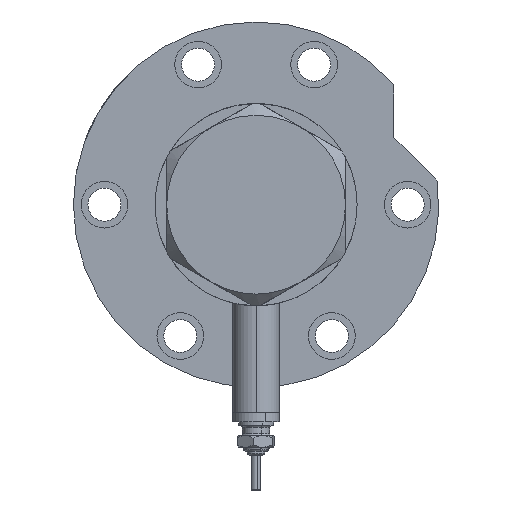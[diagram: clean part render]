
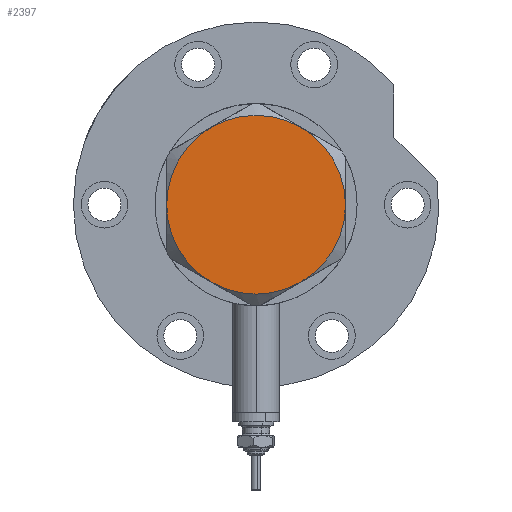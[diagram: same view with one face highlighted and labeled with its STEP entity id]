
A CAD part, left-side view. The second image highlights one B-rep face of the part: STEP entity #2397.
In plain terms, the highlighted face is planar.
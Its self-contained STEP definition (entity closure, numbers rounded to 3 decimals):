
#247 = DIRECTION ( 'NONE',  ( 0., 0., 1. ) ) ;
#294 = ORIENTED_EDGE ( 'NONE', *, *, #1648, .T. ) ;
#362 = EDGE_CURVE ( 'NONE', #5457, #1346, #3055, .T. ) ;
#669 = CARTESIAN_POINT ( 'NONE',  ( 23., 0., 9. ) ) ;
#875 = AXIS2_PLACEMENT_3D ( 'NONE', #4206, #7223, #4821 ) ;
#1034 = DIRECTION ( 'NONE',  ( 1., 0., 0. ) ) ;
#1240 = VERTEX_POINT ( 'NONE', #6989 ) ;
#1256 = CARTESIAN_POINT ( 'NONE',  ( 0., 0., 9. ) ) ;
#1346 = VERTEX_POINT ( 'NONE', #5377 ) ;
#1445 = CARTESIAN_POINT ( 'NONE',  ( 0., 0., 9. ) ) ;
#1565 = CIRCLE ( 'NONE', #2074, 23. ) ;
#1647 = CARTESIAN_POINT ( 'NONE',  ( 0., 0., 9. ) ) ;
#1648 = EDGE_CURVE ( 'NONE', #6309, #2787, #7942, .T. ) ;
#1833 = CARTESIAN_POINT ( 'NONE',  ( -11.5, -19.919, 9. ) ) ;
#1943 = DIRECTION ( 'NONE',  ( 1., 0., 0. ) ) ;
#2074 = AXIS2_PLACEMENT_3D ( 'NONE', #2128, #2770, #3214 ) ;
#2104 = ORIENTED_EDGE ( 'NONE', *, *, #4507, .T. ) ;
#2128 = CARTESIAN_POINT ( 'NONE',  ( 0., 0., 9. ) ) ;
#2367 = PLANE ( 'NONE',  #875 ) ;
#2397 = ADVANCED_FACE ( 'NONE', ( #7868 ), #2367, .T. ) ;
#2462 = CIRCLE ( 'NONE', #6950, 23. ) ;
#2618 = ORIENTED_EDGE ( 'NONE', *, *, #362, .T. ) ;
#2747 = VERTEX_POINT ( 'NONE', #6413 ) ;
#2770 = DIRECTION ( 'NONE',  ( 0., 0., 1. ) ) ;
#2787 = VERTEX_POINT ( 'NONE', #7168 ) ;
#2979 = EDGE_CURVE ( 'NONE', #1240, #6309, #3212, .T. ) ;
#3055 = CIRCLE ( 'NONE', #4080, 23. ) ;
#3212 = CIRCLE ( 'NONE', #6289, 23. ) ;
#3214 = DIRECTION ( 'NONE',  ( 1., 0., 0. ) ) ;
#3677 = DIRECTION ( 'NONE',  ( 0., 0., 1. ) ) ;
#3875 = DIRECTION ( 'NONE',  ( 0., 0., 1. ) ) ;
#4080 = AXIS2_PLACEMENT_3D ( 'NONE', #7446, #3875, #1943 ) ;
#4206 = CARTESIAN_POINT ( 'NONE',  ( 0., 0., 9. ) ) ;
#4366 = ORIENTED_EDGE ( 'NONE', *, *, #4461, .T. ) ;
#4461 = EDGE_CURVE ( 'NONE', #2747, #1240, #1565, .T. ) ;
#4507 = EDGE_CURVE ( 'NONE', #1346, #2747, #2462, .T. ) ;
#4570 = CARTESIAN_POINT ( 'NONE',  ( 0., 0., 9. ) ) ;
#4821 = DIRECTION ( 'NONE',  ( 1., 0., 0. ) ) ;
#5127 = DIRECTION ( 'NONE',  ( 1., 0., 0. ) ) ;
#5186 = DIRECTION ( 'NONE',  ( 0., 0., 1. ) ) ;
#5377 = CARTESIAN_POINT ( 'NONE',  ( 11.5, 19.919, 9. ) ) ;
#5378 = AXIS2_PLACEMENT_3D ( 'NONE', #4570, #247, #5127 ) ;
#5457 = VERTEX_POINT ( 'NONE', #669 ) ;
#6090 = EDGE_LOOP ( 'NONE', ( #6474, #2618, #2104, #4366, #6115, #294 ) ) ;
#6115 = ORIENTED_EDGE ( 'NONE', *, *, #2979, .T. ) ;
#6120 = DIRECTION ( 'NONE',  ( 1., 0., 0. ) ) ;
#6289 = AXIS2_PLACEMENT_3D ( 'NONE', #1256, #3677, #6120 ) ;
#6309 = VERTEX_POINT ( 'NONE', #1833 ) ;
#6350 = DIRECTION ( 'NONE',  ( 1., 0., 0. ) ) ;
#6413 = CARTESIAN_POINT ( 'NONE',  ( -11.5, 19.919, 9. ) ) ;
#6474 = ORIENTED_EDGE ( 'NONE', *, *, #7926, .T. ) ;
#6720 = CIRCLE ( 'NONE', #7876, 23. ) ;
#6950 = AXIS2_PLACEMENT_3D ( 'NONE', #1445, #5186, #6350 ) ;
#6989 = CARTESIAN_POINT ( 'NONE',  ( -23., 0., 9. ) ) ;
#7168 = CARTESIAN_POINT ( 'NONE',  ( 11.5, -19.919, 9. ) ) ;
#7223 = DIRECTION ( 'NONE',  ( 0., 0., 1. ) ) ;
#7446 = CARTESIAN_POINT ( 'NONE',  ( 0., 0., 9. ) ) ;
#7794 = DIRECTION ( 'NONE',  ( 0., 0., 1. ) ) ;
#7868 = FACE_OUTER_BOUND ( 'NONE', #6090, .T. ) ;
#7876 = AXIS2_PLACEMENT_3D ( 'NONE', #1647, #7794, #1034 ) ;
#7926 = EDGE_CURVE ( 'NONE', #2787, #5457, #6720, .T. ) ;
#7942 = CIRCLE ( 'NONE', #5378, 23. ) ;
